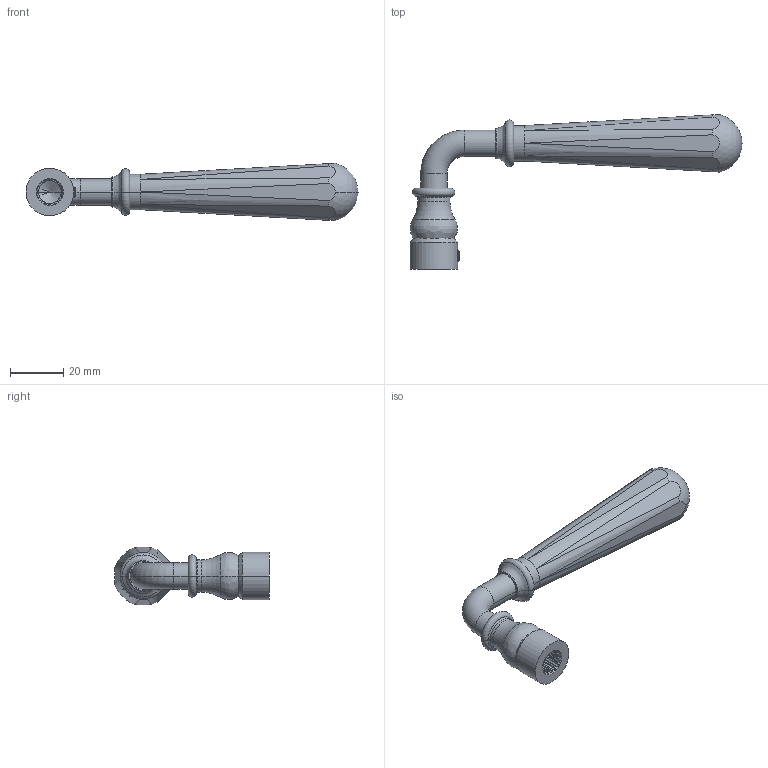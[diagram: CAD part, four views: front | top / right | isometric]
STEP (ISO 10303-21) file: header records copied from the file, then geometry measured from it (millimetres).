
FILE_DESCRIPTION((''),'2;1');
FILE_NAME('2-470_ASM','2020-01-08T09:21:39',('rsmith'),(''),'CREO PARAMETRIC BY PTC INC, 2018400','CREO PARAMETRIC BY PTC INC, 2018400','');
FILE_SCHEMA(('CONFIG_CONTROL_DESIGN'));
Length unit declared in the file: inch
Products named in the file (4): 10948; 11179; 92000; 2-470_ASM
Assembly tree (3 placements, depth 2):
  2-470_ASM
    10948
    11179
    92000
Bounding box: 124.71 x 58.17 x 21.6 mm (x, y, z)
Volume: 28926.1 mm3; surface area: 18882.1 mm2
Topology: 3 solids, 6 shells, 302 faces, 802 edges, 507 vertices
Faces by surface type: plane 98, cylinder 89, bspline 58, torus 28, cone 23, sphere 6
Entity records: 17568 total; most frequent: CARTESIAN_POINT 10438, ORIENTED_EDGE 1562, DIRECTION 1319, EDGE_CURVE 792, AXIS2_PLACEMENT_3D 513, VERTEX_POINT 507, EDGE_LOOP 315, FACE_OUTER_BOUND 302
